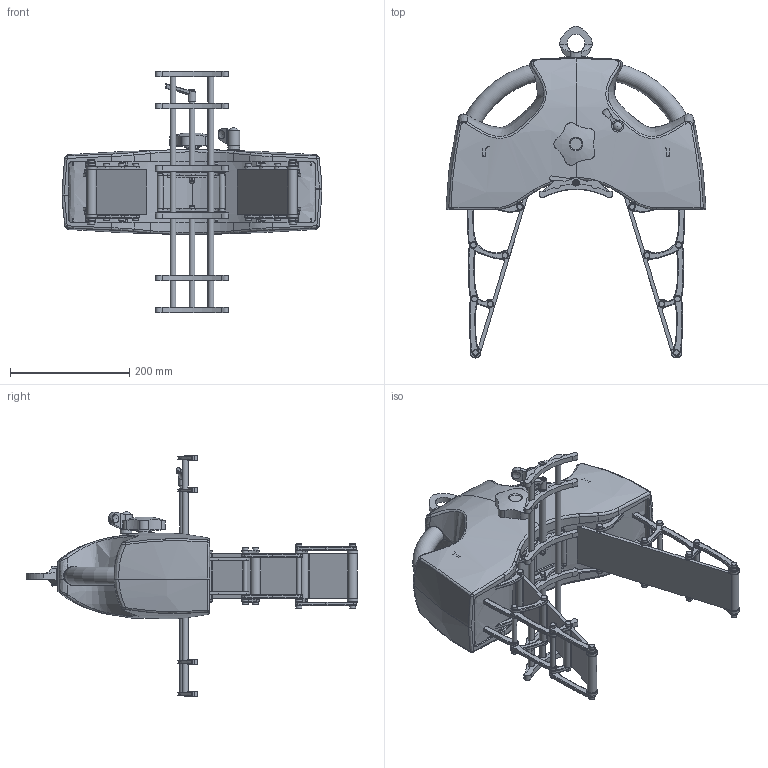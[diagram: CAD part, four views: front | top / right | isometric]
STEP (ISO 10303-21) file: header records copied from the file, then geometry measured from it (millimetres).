
FILE_DESCRIPTION(/* description */ (''),/* implementation_level */ '2;1');
FILE_NAME(/* name */ 'Vereinfacht eingefahrener Niederhalter.stp',/* time_stamp */ '2025-12-03T13:30:28+01:00',/* author */ ('marina.buecker'),/* organization */ (''),/* preprocessor_version */ 'ST-DEVELOPER v20',/* originating_system */ 'Autodesk Inventor 2024',/* authorisation */ '');
FILE_SCHEMA (('AUTOMOTIVE_DESIGN { 1 0 10303 214 3 1 1 }'));
Products named in the file (1): Vereinfacht eingefahrener Niederhalter
Bounding box: 435.96 x 556.88 x 405.2 mm (x, y, z)
Volume: 6441793.3 mm3; surface area: 1074771.3 mm2
Topology: 3 solids, 3 shells, 3243 faces, 8756 edges, 5511 vertices
Faces by surface type: plane 1148, bspline 1026, cylinder 655, torus 176, sphere 124, cone 114
Full cylindrical faces by diameter (mm): 3 x12, 4 x6, 5 x4, 6 x7, 6.2 x6, 7.5 x1, 7.9 x1, 8 x8, 9 x1, 10 x37, 10.35 x6, 11.5 x1, 13 x1, 17 x1, 18 x4, 20 x1, 22 x1, 24 x1, 26.5 x1, 30 x1, 31 x1, 32 x1
Entity records: 163910 total; most frequent: CARTESIAN_POINT 86413, ORIENTED_EDGE 17518, DIRECTION 12475, EDGE_CURVE 8759, VERTEX_POINT 5513, AXIS2_PLACEMENT_3D 4708, EDGE_LOOP 3412, STYLED_ITEM 3246
